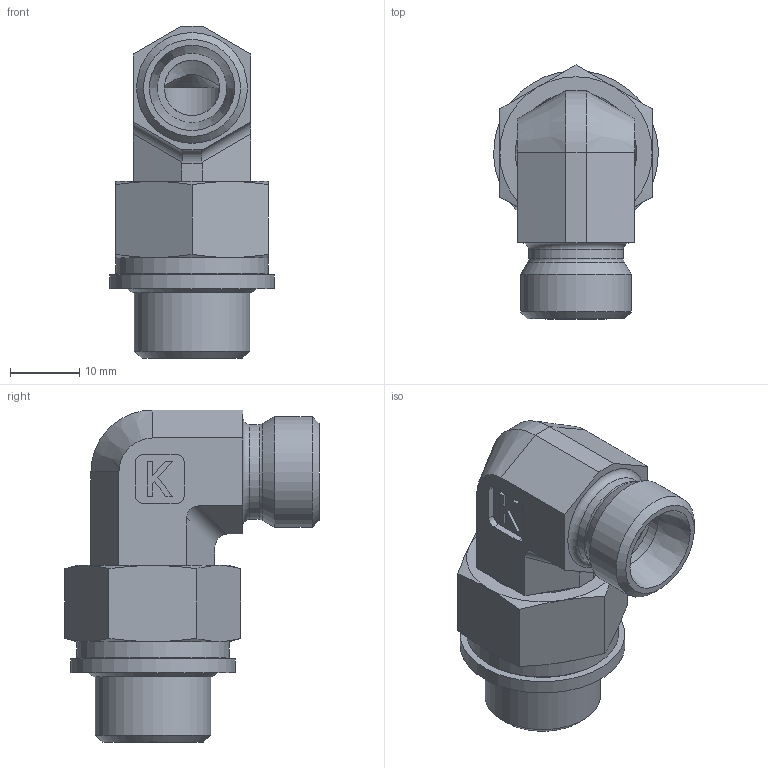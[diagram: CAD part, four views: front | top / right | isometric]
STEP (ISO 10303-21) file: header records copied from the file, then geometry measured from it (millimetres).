
FILE_DESCRIPTION((''),'2;1');
FILE_NAME('6716013816.stp','2015-02-06T14:03:39',(''),('KNOMI spol. s r. o.'),'Autodesk Inventor 2012','Autodesk Inventor 2012','');
FILE_SCHEMA(('AUTOMOTIVE_DESIGN { 1 2 10303 214 0 1 1 1 }'));
Length unit declared in the file: millimetre
Products named in the file (4): ÚPS G3/8"/M16 GM500; 6786103816; 6756038; 7391038
Assembly tree (3 placements, depth 2):
  ÚPS G3/8"/M16 GM500
    6786103816
    6756038
    7391038
Bounding box: 23.78 x 36.7 x 47.95 mm (x, y, z)
Volume: 13259.7 mm3; surface area: 8413.3 mm2
Topology: 3 solids, 3 shells, 106 faces, 244 edges, 151 vertices
Faces by surface type: plane 55, cone 27, cylinder 22, torus 2
Full cylindrical faces by diameter (mm): 8 x1, 9 x1, 10 x1, 13.7 x1, 14.76 x1, 14.95 x1, 16 x1, 16.661 x1, 17 x2, 17.28 x2, 22 x1, 23.8 x1
Entity records: 2997 total; most frequent: CARTESIAN_POINT 557, DIRECTION 484, ORIENTED_EDGE 422, EDGE_CURVE 211, AXIS2_PLACEMENT_3D 188, EDGE_LOOP 146, VERTEX_POINT 145, VECTOR 108
